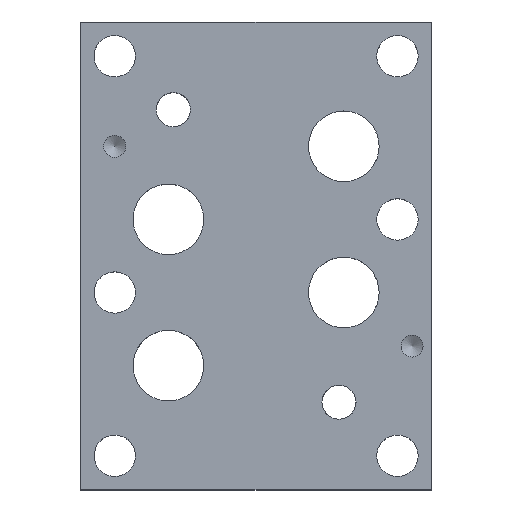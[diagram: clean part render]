
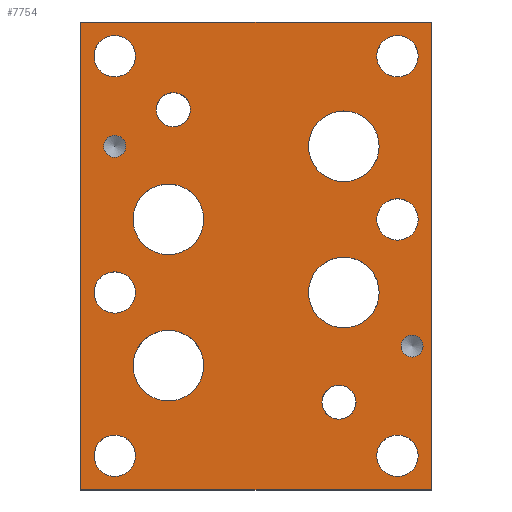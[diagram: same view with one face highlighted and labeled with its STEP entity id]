
A CAD part, top view. The second image highlights one B-rep face of the part: STEP entity #7754.
In plain terms, the highlighted planar face has unit normal (0, 0, 1).
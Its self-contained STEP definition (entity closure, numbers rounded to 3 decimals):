
#62=CIRCLE('',#8033,5.556);
#63=CIRCLE('',#8034,5.556);
#66=CIRCLE('',#8038,5.556);
#67=CIRCLE('',#8039,5.556);
#110=CIRCLE('',#8101,6.744);
#113=CIRCLE('',#8105,6.744);
#116=CIRCLE('',#8109,6.744);
#119=CIRCLE('',#8113,6.744);
#122=CIRCLE('',#8117,6.744);
#125=CIRCLE('',#8121,6.744);
#138=CIRCLE('',#8145,11.506);
#139=CIRCLE('',#8146,11.506);
#140=CIRCLE('',#8148,11.506);
#141=CIRCLE('',#8149,11.506);
#144=CIRCLE('',#8154,11.509);
#145=CIRCLE('',#8155,11.509);
#148=CIRCLE('',#8160,11.509);
#149=CIRCLE('',#8161,11.509);
#152=CIRCLE('',#8166,3.569);
#153=CIRCLE('',#8167,3.569);
#156=CIRCLE('',#8172,3.569);
#157=CIRCLE('',#8173,3.569);
#201=FACE_BOUND('',#1288,.T.);
#202=FACE_BOUND('',#1289,.T.);
#203=FACE_BOUND('',#1290,.T.);
#204=FACE_BOUND('',#1291,.T.);
#205=FACE_BOUND('',#1292,.T.);
#206=FACE_BOUND('',#1293,.T.);
#207=FACE_BOUND('',#1294,.T.);
#208=FACE_BOUND('',#1295,.T.);
#209=FACE_BOUND('',#1296,.T.);
#210=FACE_BOUND('',#1297,.T.);
#211=FACE_BOUND('',#1298,.T.);
#212=FACE_BOUND('',#1299,.T.);
#213=FACE_BOUND('',#1300,.T.);
#214=FACE_BOUND('',#1301,.T.);
#857=FACE_OUTER_BOUND('',#1287,.T.);
#1287=EDGE_LOOP('',(#6725,#6726,#6727,#6728));
#1288=EDGE_LOOP('',(#6729));
#1289=EDGE_LOOP('',(#6730));
#1290=EDGE_LOOP('',(#6731));
#1291=EDGE_LOOP('',(#6732));
#1292=EDGE_LOOP('',(#6733));
#1293=EDGE_LOOP('',(#6734));
#1294=EDGE_LOOP('',(#6735,#6736));
#1295=EDGE_LOOP('',(#6737,#6738));
#1296=EDGE_LOOP('',(#6739,#6740));
#1297=EDGE_LOOP('',(#6741,#6742));
#1298=EDGE_LOOP('',(#6743,#6744));
#1299=EDGE_LOOP('',(#6745,#6746));
#1300=EDGE_LOOP('',(#6747,#6748));
#1301=EDGE_LOOP('',(#6749,#6750));
#1646=LINE('',#11536,#2436);
#2058=LINE('',#12652,#2848);
#2103=LINE('',#13052,#2893);
#2106=LINE('',#13056,#2896);
#2436=VECTOR('',#8711,10.);
#2848=VECTOR('',#9427,10.);
#2893=VECTOR('',#9778,10.);
#2896=VECTOR('',#9783,10.);
#3201=VERTEX_POINT('',#11533);
#3202=VERTEX_POINT('',#11535);
#3498=VERTEX_POINT('',#12651);
#3513=VERTEX_POINT('',#12771);
#3514=VERTEX_POINT('',#12772);
#3516=VERTEX_POINT('',#12780);
#3517=VERTEX_POINT('',#12781);
#3561=VERTEX_POINT('',#12901);
#3564=VERTEX_POINT('',#12909);
#3567=VERTEX_POINT('',#12917);
#3570=VERTEX_POINT('',#12925);
#3573=VERTEX_POINT('',#12933);
#3576=VERTEX_POINT('',#12941);
#3591=VERTEX_POINT('',#12987);
#3592=VERTEX_POINT('',#12988);
#3593=VERTEX_POINT('',#12993);
#3594=VERTEX_POINT('',#12994);
#3597=VERTEX_POINT('',#13005);
#3598=VERTEX_POINT('',#13006);
#3601=VERTEX_POINT('',#13017);
#3602=VERTEX_POINT('',#13018);
#3606=VERTEX_POINT('',#13030);
#3607=VERTEX_POINT('',#13031);
#3611=VERTEX_POINT('',#13043);
#3612=VERTEX_POINT('',#13044);
#3614=VERTEX_POINT('',#13051);
#4070=EDGE_CURVE('',#3202,#3201,#1646,.T.);
#4514=EDGE_CURVE('',#3498,#3202,#2058,.T.);
#4534=EDGE_CURVE('',#3513,#3514,#62,.T.);
#4535=EDGE_CURVE('',#3514,#3513,#63,.T.);
#4539=EDGE_CURVE('',#3516,#3517,#66,.T.);
#4540=EDGE_CURVE('',#3517,#3516,#67,.T.);
#4597=EDGE_CURVE('',#3561,#3561,#110,.T.);
#4601=EDGE_CURVE('',#3564,#3564,#113,.T.);
#4605=EDGE_CURVE('',#3567,#3567,#116,.T.);
#4609=EDGE_CURVE('',#3570,#3570,#119,.T.);
#4613=EDGE_CURVE('',#3573,#3573,#122,.T.);
#4617=EDGE_CURVE('',#3576,#3576,#125,.T.);
#4636=EDGE_CURVE('',#3591,#3592,#138,.T.);
#4637=EDGE_CURVE('',#3592,#3591,#139,.T.);
#4639=EDGE_CURVE('',#3593,#3594,#140,.T.);
#4640=EDGE_CURVE('',#3594,#3593,#141,.T.);
#4645=EDGE_CURVE('',#3597,#3598,#144,.T.);
#4646=EDGE_CURVE('',#3598,#3597,#145,.T.);
#4651=EDGE_CURVE('',#3601,#3602,#148,.T.);
#4652=EDGE_CURVE('',#3602,#3601,#149,.T.);
#4657=EDGE_CURVE('',#3606,#3607,#152,.T.);
#4658=EDGE_CURVE('',#3607,#3606,#153,.T.);
#4663=EDGE_CURVE('',#3611,#3612,#156,.T.);
#4664=EDGE_CURVE('',#3612,#3611,#157,.T.);
#4667=EDGE_CURVE('',#3614,#3498,#2103,.T.);
#4670=EDGE_CURVE('',#3201,#3614,#2106,.T.);
#6725=ORIENTED_EDGE('',*,*,#4514,.T.);
#6726=ORIENTED_EDGE('',*,*,#4070,.T.);
#6727=ORIENTED_EDGE('',*,*,#4670,.T.);
#6728=ORIENTED_EDGE('',*,*,#4667,.T.);
#6729=ORIENTED_EDGE('',*,*,#4597,.T.);
#6730=ORIENTED_EDGE('',*,*,#4601,.T.);
#6731=ORIENTED_EDGE('',*,*,#4605,.T.);
#6732=ORIENTED_EDGE('',*,*,#4609,.T.);
#6733=ORIENTED_EDGE('',*,*,#4613,.T.);
#6734=ORIENTED_EDGE('',*,*,#4617,.T.);
#6735=ORIENTED_EDGE('',*,*,#4534,.T.);
#6736=ORIENTED_EDGE('',*,*,#4535,.T.);
#6737=ORIENTED_EDGE('',*,*,#4539,.T.);
#6738=ORIENTED_EDGE('',*,*,#4540,.T.);
#6739=ORIENTED_EDGE('',*,*,#4636,.T.);
#6740=ORIENTED_EDGE('',*,*,#4637,.T.);
#6741=ORIENTED_EDGE('',*,*,#4639,.T.);
#6742=ORIENTED_EDGE('',*,*,#4640,.T.);
#6743=ORIENTED_EDGE('',*,*,#4645,.T.);
#6744=ORIENTED_EDGE('',*,*,#4646,.T.);
#6745=ORIENTED_EDGE('',*,*,#4651,.T.);
#6746=ORIENTED_EDGE('',*,*,#4652,.T.);
#6747=ORIENTED_EDGE('',*,*,#4657,.T.);
#6748=ORIENTED_EDGE('',*,*,#4658,.T.);
#6749=ORIENTED_EDGE('',*,*,#4663,.T.);
#6750=ORIENTED_EDGE('',*,*,#4664,.T.);
#7047=PLANE('',#8178);
#7754=ADVANCED_FACE('',(#857,#201,#202,#203,#204,#205,#206,#207,#208,#209,
#210,#211,#212,#213,#214),#7047,.T.);
#8033=AXIS2_PLACEMENT_3D('',#12773,#9457,#9458);
#8034=AXIS2_PLACEMENT_3D('',#12774,#9459,#9460);
#8038=AXIS2_PLACEMENT_3D('',#12782,#9468,#9469);
#8039=AXIS2_PLACEMENT_3D('',#12783,#9470,#9471);
#8101=AXIS2_PLACEMENT_3D('',#12903,#9608,#9609);
#8105=AXIS2_PLACEMENT_3D('',#12911,#9617,#9618);
#8109=AXIS2_PLACEMENT_3D('',#12919,#9626,#9627);
#8113=AXIS2_PLACEMENT_3D('',#12927,#9635,#9636);
#8117=AXIS2_PLACEMENT_3D('',#12935,#9644,#9645);
#8121=AXIS2_PLACEMENT_3D('',#12943,#9653,#9654);
#8145=AXIS2_PLACEMENT_3D('',#12989,#9707,#9708);
#8146=AXIS2_PLACEMENT_3D('',#12990,#9709,#9710);
#8148=AXIS2_PLACEMENT_3D('',#12995,#9714,#9715);
#8149=AXIS2_PLACEMENT_3D('',#12996,#9716,#9717);
#8154=AXIS2_PLACEMENT_3D('',#13007,#9728,#9729);
#8155=AXIS2_PLACEMENT_3D('',#13008,#9730,#9731);
#8160=AXIS2_PLACEMENT_3D('',#13019,#9742,#9743);
#8161=AXIS2_PLACEMENT_3D('',#13020,#9744,#9745);
#8166=AXIS2_PLACEMENT_3D('',#13032,#9756,#9757);
#8167=AXIS2_PLACEMENT_3D('',#13033,#9758,#9759);
#8172=AXIS2_PLACEMENT_3D('',#13045,#9770,#9771);
#8173=AXIS2_PLACEMENT_3D('',#13046,#9772,#9773);
#8178=AXIS2_PLACEMENT_3D('',#13059,#9788,#9789);
#8711=DIRECTION('',(0.,1.,0.));
#9427=DIRECTION('',(1.,0.,0.));
#9457=DIRECTION('center_axis',(0.,0.,-1.));
#9458=DIRECTION('ref_axis',(1.,0.,0.));
#9459=DIRECTION('center_axis',(0.,0.,-1.));
#9460=DIRECTION('ref_axis',(1.,0.,0.));
#9468=DIRECTION('center_axis',(0.,0.,-1.));
#9469=DIRECTION('ref_axis',(1.,0.,0.));
#9470=DIRECTION('center_axis',(0.,0.,-1.));
#9471=DIRECTION('ref_axis',(1.,0.,0.));
#9608=DIRECTION('center_axis',(0.,0.,-1.));
#9609=DIRECTION('ref_axis',(1.,0.,0.));
#9617=DIRECTION('center_axis',(0.,0.,-1.));
#9618=DIRECTION('ref_axis',(1.,0.,0.));
#9626=DIRECTION('center_axis',(0.,0.,-1.));
#9627=DIRECTION('ref_axis',(1.,0.,0.));
#9635=DIRECTION('center_axis',(0.,0.,-1.));
#9636=DIRECTION('ref_axis',(1.,0.,0.));
#9644=DIRECTION('center_axis',(0.,0.,-1.));
#9645=DIRECTION('ref_axis',(1.,0.,0.));
#9653=DIRECTION('center_axis',(0.,0.,-1.));
#9654=DIRECTION('ref_axis',(1.,0.,0.));
#9707=DIRECTION('center_axis',(0.,0.,-1.));
#9708=DIRECTION('ref_axis',(1.,0.,0.));
#9709=DIRECTION('center_axis',(0.,0.,-1.));
#9710=DIRECTION('ref_axis',(1.,0.,0.));
#9714=DIRECTION('center_axis',(0.,0.,-1.));
#9715=DIRECTION('ref_axis',(1.,0.,0.));
#9716=DIRECTION('center_axis',(0.,0.,-1.));
#9717=DIRECTION('ref_axis',(1.,0.,0.));
#9728=DIRECTION('center_axis',(0.,0.,-1.));
#9729=DIRECTION('ref_axis',(1.,0.,0.));
#9730=DIRECTION('center_axis',(0.,0.,-1.));
#9731=DIRECTION('ref_axis',(1.,0.,0.));
#9742=DIRECTION('center_axis',(0.,0.,-1.));
#9743=DIRECTION('ref_axis',(1.,0.,0.));
#9744=DIRECTION('center_axis',(0.,0.,-1.));
#9745=DIRECTION('ref_axis',(1.,0.,0.));
#9756=DIRECTION('center_axis',(0.,0.,-1.));
#9757=DIRECTION('ref_axis',(1.,0.,0.));
#9758=DIRECTION('center_axis',(0.,0.,-1.));
#9759=DIRECTION('ref_axis',(1.,0.,0.));
#9770=DIRECTION('center_axis',(0.,0.,-1.));
#9771=DIRECTION('ref_axis',(1.,0.,0.));
#9772=DIRECTION('center_axis',(0.,0.,-1.));
#9773=DIRECTION('ref_axis',(1.,0.,0.));
#9778=DIRECTION('',(0.,-1.,0.));
#9783=DIRECTION('',(-1.,0.,0.));
#9788=DIRECTION('center_axis',(0.,0.,1.));
#9789=DIRECTION('ref_axis',(1.,0.,0.));
#11533=CARTESIAN_POINT('',(114.3,152.4,25.4));
#11535=CARTESIAN_POINT('',(114.3,0.,25.4));
#11536=CARTESIAN_POINT('',(114.3,0.,25.4));
#12651=CARTESIAN_POINT('',(0.,0.,25.4));
#12652=CARTESIAN_POINT('',(0.,0.,25.4));
#12771=CARTESIAN_POINT('',(35.757,123.82,25.4));
#12772=CARTESIAN_POINT('',(24.644,123.82,25.4));
#12773=CARTESIAN_POINT('Origin',(30.201,123.82,25.4));
#12774=CARTESIAN_POINT('Origin',(30.201,123.82,25.4));
#12780=CARTESIAN_POINT('',(89.732,28.57,25.4));
#12781=CARTESIAN_POINT('',(78.619,28.57,25.4));
#12782=CARTESIAN_POINT('Origin',(84.176,28.57,25.4));
#12783=CARTESIAN_POINT('Origin',(84.176,28.57,25.4));
#12901=CARTESIAN_POINT('',(4.407,11.1,25.4));
#12903=CARTESIAN_POINT('Origin',(11.151,11.1,25.4));
#12909=CARTESIAN_POINT('',(96.495,88.087,25.4));
#12911=CARTESIAN_POINT('Origin',(103.238,88.087,25.4));
#12917=CARTESIAN_POINT('',(4.394,141.275,25.4));
#12919=CARTESIAN_POINT('Origin',(11.138,141.275,25.4));
#12925=CARTESIAN_POINT('',(96.482,141.27,25.4));
#12927=CARTESIAN_POINT('Origin',(103.226,141.27,25.4));
#12933=CARTESIAN_POINT('',(96.482,11.1,25.4));
#12935=CARTESIAN_POINT('Origin',(103.226,11.1,25.4));
#12941=CARTESIAN_POINT('',(4.42,64.287,25.4));
#12943=CARTESIAN_POINT('Origin',(11.163,64.287,25.4));
#12987=CARTESIAN_POINT('',(40.119,88.113,25.4));
#12988=CARTESIAN_POINT('',(17.107,88.113,25.4));
#12989=CARTESIAN_POINT('Origin',(28.613,88.113,25.4));
#12990=CARTESIAN_POINT('Origin',(28.613,88.113,25.4));
#12993=CARTESIAN_POINT('',(40.119,40.462,25.4));
#12994=CARTESIAN_POINT('',(17.107,40.462,25.4));
#12995=CARTESIAN_POINT('Origin',(28.613,40.462,25.4));
#12996=CARTESIAN_POINT('Origin',(28.613,40.462,25.4));
#13005=CARTESIAN_POINT('',(97.272,64.287,25.4));
#13006=CARTESIAN_POINT('',(74.254,64.287,25.4));
#13007=CARTESIAN_POINT('Origin',(85.763,64.287,25.4));
#13008=CARTESIAN_POINT('Origin',(85.763,64.287,25.4));
#13017=CARTESIAN_POINT('',(97.272,111.912,25.4));
#13018=CARTESIAN_POINT('',(74.254,111.912,25.4));
#13019=CARTESIAN_POINT('Origin',(85.763,111.912,25.4));
#13020=CARTESIAN_POINT('Origin',(85.763,111.912,25.4));
#13030=CARTESIAN_POINT('',(14.707,111.912,25.4));
#13031=CARTESIAN_POINT('',(7.569,111.912,25.4));
#13032=CARTESIAN_POINT('Origin',(11.138,111.912,25.4));
#13033=CARTESIAN_POINT('Origin',(11.138,111.912,25.4));
#13043=CARTESIAN_POINT('',(111.557,46.838,25.4));
#13044=CARTESIAN_POINT('',(104.419,46.838,25.4));
#13045=CARTESIAN_POINT('Origin',(107.988,46.838,25.4));
#13046=CARTESIAN_POINT('Origin',(107.988,46.838,25.4));
#13051=CARTESIAN_POINT('',(0.,152.4,25.4));
#13052=CARTESIAN_POINT('',(0.,152.4,25.4));
#13056=CARTESIAN_POINT('',(114.3,152.4,25.4));
#13059=CARTESIAN_POINT('Origin',(57.15,76.2,25.4));
